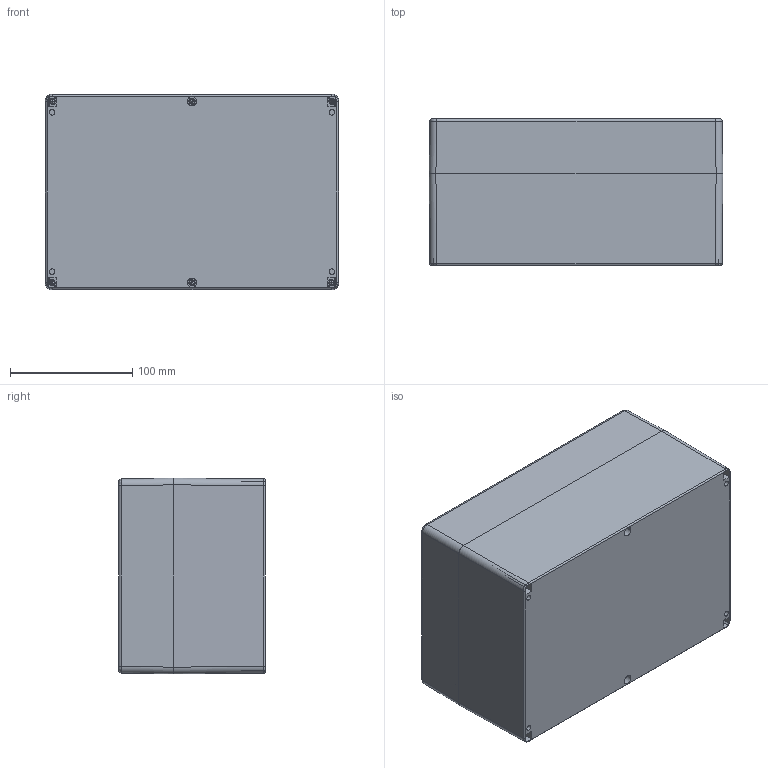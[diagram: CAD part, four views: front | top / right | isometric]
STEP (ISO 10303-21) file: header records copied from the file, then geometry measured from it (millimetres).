
FILE_DESCRIPTION((''),'2;1');
FILE_NAME('CT-861_ASM','2010-09-14T',('M.Fehring'),(''),'PRO/ENGINEER BY PARAMETRIC TECHNOLOGY CORPORATION, 2005070','PRO/ENGINEER BY PARAMETRIC TECHNOLOGY CORPORATION, 2005070','');
FILE_SCHEMA(('AUTOMOTIVE_DESIGN_CC2 { 1 2 10303 214 -1 1 5 2 }'));
Length unit declared in the file: millimetre
Products named in the file (6): CT-841_CT-861_UNTERTEIL; CT-861_DECKEL; 9501088000_001; 9266001000; 9501088000_ASM; CT-861_ASM
Assembly tree (10 placements, depth 3):
  CT-861_ASM
    CT-841_CT-861_UNTERTEIL
    CT-861_DECKEL
    9501088000_ASM  x6
      9501088000_001
      9266001000
Bounding box: 240 x 120 x 160 mm (x, y, z)
Volume: 623725.4 mm3; surface area: 378505.2 mm2
Topology: 14 solids, 14 shells, 923 faces, 2446 edges, 1574 vertices
Faces by surface type: plane 431, cylinder 262, cone 126, bspline 68, torus 24, sphere 12
Entity records: 28188 total; most frequent: CARTESIAN_POINT 7546, DIRECTION 3298, ORIENTED_EDGE 3244, PRESENTATION_STYLE_ASSIGNMENT 1626, STYLED_ITEM 1626, CURVE_STYLE 1622, EDGE_CURVE 1622, AXIS2_PLACEMENT_3D 1203
